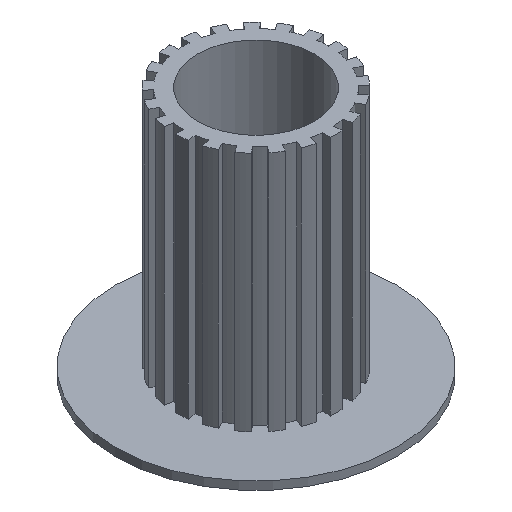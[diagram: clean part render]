
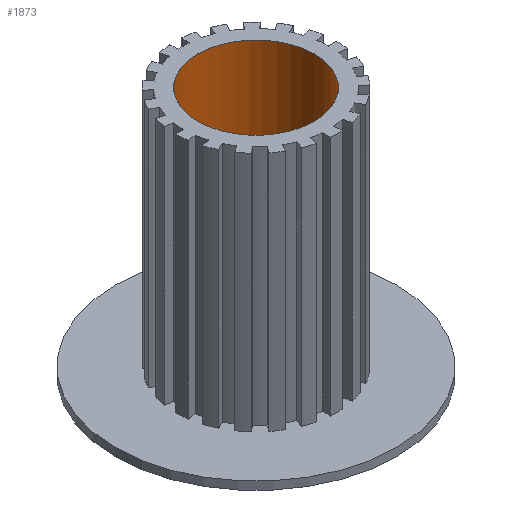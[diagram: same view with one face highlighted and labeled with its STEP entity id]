
A CAD part, isometric view. The second image highlights one B-rep face of the part: STEP entity #1873.
In plain terms, the highlighted cylindrical face has radius 7.25 mm (diameter 14.5 mm), a full revolution.
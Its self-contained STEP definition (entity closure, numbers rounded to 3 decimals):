
#16=FACE_BOUND('',#259,.T.);
#161=FACE_OUTER_BOUND('',#258,.T.);
#258=EDGE_LOOP('',(#1636,#1637,#1638,#1639));
#259=EDGE_LOOP('',(#1640,#1641,#1642,#1643));
#268=LINE('',#2659,#450);
#275=LINE('',#2678,#457);
#445=LINE('',#3193,#627);
#450=VECTOR('',#2094,10.);
#457=VECTOR('',#2113,10.);
#627=VECTOR('',#2633,7.125);
#632=CIRCLE('',#1897,7.25);
#717=CIRCLE('',#2068,7.25);
#718=CIRCLE('',#2071,7.25);
#720=CIRCLE('',#2075,7.25);
#727=VERTEX_POINT('',#2656);
#728=VERTEX_POINT('',#2658);
#731=VERTEX_POINT('',#2666);
#734=VERTEX_POINT('',#2676);
#903=VERTEX_POINT('',#3182);
#904=VERTEX_POINT('',#3191);
#912=EDGE_CURVE('',#728,#727,#268,.T.);
#917=EDGE_CURVE('',#727,#731,#632,.T.);
#922=EDGE_CURVE('',#731,#734,#275,.T.);
#1174=EDGE_CURVE('',#903,#903,#717,.T.);
#1176=EDGE_CURVE('',#734,#728,#718,.F.);
#1178=EDGE_CURVE('',#904,#904,#720,.T.);
#1179=EDGE_CURVE('',#904,#903,#445,.T.);
#1636=ORIENTED_EDGE('',*,*,#1178,.T.);
#1637=ORIENTED_EDGE('',*,*,#1179,.T.);
#1638=ORIENTED_EDGE('',*,*,#1174,.F.);
#1639=ORIENTED_EDGE('',*,*,#1179,.F.);
#1640=ORIENTED_EDGE('',*,*,#922,.T.);
#1641=ORIENTED_EDGE('',*,*,#1176,.T.);
#1642=ORIENTED_EDGE('',*,*,#912,.T.);
#1643=ORIENTED_EDGE('',*,*,#917,.T.);
#1779=CYLINDRICAL_SURFACE('',#2074,7.25);
#1873=ADVANCED_FACE('',(#161,#16),#1779,.F.);
#1897=AXIS2_PLACEMENT_3D('',#2668,#2102,#2103);
#2068=AXIS2_PLACEMENT_3D('',#3183,#2616,#2617);
#2071=AXIS2_PLACEMENT_3D('',#3187,#2623,#2624);
#2074=AXIS2_PLACEMENT_3D('',#3190,#2629,#2630);
#2075=AXIS2_PLACEMENT_3D('',#3192,#2631,#2632);
#2094=DIRECTION('',(0.,0.,-1.));
#2102=DIRECTION('center_axis',(0.,0.,1.));
#2103=DIRECTION('ref_axis',(1.,0.,0.));
#2113=DIRECTION('',(0.,0.,1.));
#2616=DIRECTION('center_axis',(0.,0.,-1.));
#2617=DIRECTION('ref_axis',(1.,0.,0.));
#2623=DIRECTION('center_axis',(0.,0.,1.));
#2624=DIRECTION('ref_axis',(1.,0.,0.));
#2629=DIRECTION('center_axis',(0.,0.,1.));
#2630=DIRECTION('ref_axis',(1.,0.,0.));
#2631=DIRECTION('center_axis',(0.,0.,-1.));
#2632=DIRECTION('ref_axis',(1.,0.,0.));
#2633=DIRECTION('',(0.,0.,1.));
#2656=CARTESIAN_POINT('',(-2.3,-6.875,10.));
#2658=CARTESIAN_POINT('',(-2.3,-6.875,25.5));
#2659=CARTESIAN_POINT('',(-2.3,-6.875,0.));
#2666=CARTESIAN_POINT('',(2.3,-6.875,10.));
#2668=CARTESIAN_POINT('Origin',(0.,0.,10.));
#2676=CARTESIAN_POINT('',(2.3,-6.875,25.5));
#2678=CARTESIAN_POINT('',(2.3,-6.875,0.));
#3182=CARTESIAN_POINT('',(-7.25,0.,31.));
#3183=CARTESIAN_POINT('Origin',(0.,0.,31.));
#3187=CARTESIAN_POINT('Origin',(0.,0.,25.5));
#3190=CARTESIAN_POINT('Origin',(0.,0.,0.));
#3191=CARTESIAN_POINT('',(-7.25,0.,0.));
#3192=CARTESIAN_POINT('Origin',(0.,0.,0.));
#3193=CARTESIAN_POINT('',(-7.25,0.,0.));
